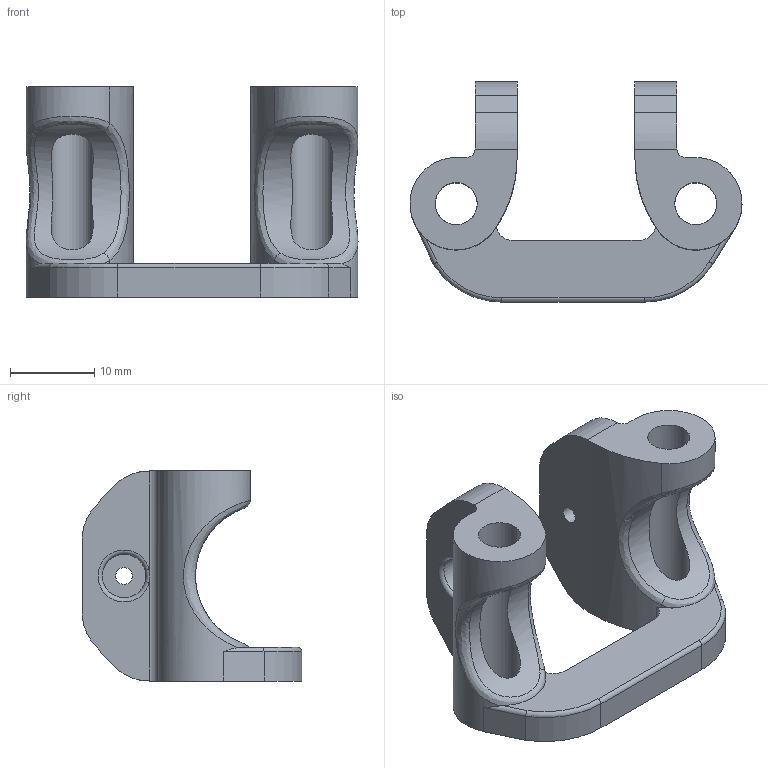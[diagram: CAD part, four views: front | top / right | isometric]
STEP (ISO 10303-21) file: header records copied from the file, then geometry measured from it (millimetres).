
FILE_DESCRIPTION(('STEP AP242'), '1');
FILE_NAME('膴樖樉忺懤譇', '', ('UNSPECIFIED'), ('UNSPECIFIED'), 'C3D Converter', 'C3D Toolkit', '');
FILE_SCHEMA(('AP242_MANAGED_MODEL_BASED_3D_ENGINEERING_MIM_LF { 1 0 10303 442 1 1 4 }'));
Length unit declared in the file: millimetre
Bounding box: 39.5 x 26.17 x 25 mm (x, y, z)
Volume: 6041 mm3; surface area: 4380.1 mm2
Topology: 1 solids, 1 shells, 63 faces, 177 edges, 114 vertices
Faces by surface type: cylinder 31, plane 22, bspline 6, torus 4
Full cylindrical faces by diameter (mm): 2 x2, 5 x2, 5.2 x2
Entity records: 4525 total; most frequent: CARTESIAN_POINT 2377, ORIENTED_EDGE 338, DIRECTION 327, EDGE_CURVE 169, AXIS2_PLACEMENT_3D 127, VERTEX_POINT 114, EDGE_LOOP 81, LINE 73
